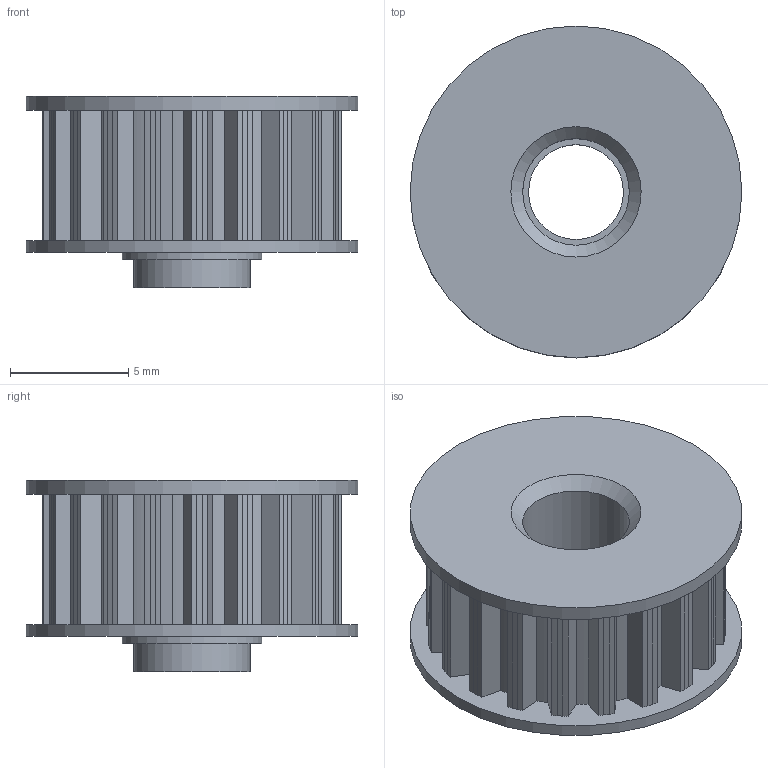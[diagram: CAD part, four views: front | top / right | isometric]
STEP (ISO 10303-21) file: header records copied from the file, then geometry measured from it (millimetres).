
FILE_DESCRIPTION(/* description */ (''),/* implementation_level */ '2;1');
FILE_NAME(/* name */ '00_XYTable_pulley_M3.ipt.step',/* time_stamp */ '2022-11-29T07:53:55+01:00',/* author */ ('diederichbenedict'),/* organization */ (''),/* preprocessor_version */ 'ST-DEVELOPER v18.1',/* originating_system */ 'Autodesk Inventor 2022',/* authorisation */ '');
FILE_SCHEMA (('AUTOMOTIVE_DESIGN { 1 0 10303 214 3 1 1 }'));
Length unit declared in the file: millimetre
Products named in the file (1): 00_XYTable_pulley_M3
Bounding box: 14 x 14 x 8.1 mm (x, y, z)
Volume: 677.4 mm3; surface area: 888 mm2
Topology: 1 solids, 1 shells, 134 faces, 380 edges, 253 vertices
Faces by surface type: plane 67, cylinder 66, cone 1
Full cylindrical faces by diameter (mm): 4 x1, 4.5 x1, 4.9 x1, 5.9 x1, 14 x2
Entity records: 4434 total; most frequent: DIRECTION 783, CARTESIAN_POINT 768, ORIENTED_EDGE 760, EDGE_CURVE 380, AXIS2_PLACEMENT_3D 268, VERTEX_POINT 253, LINE 247, VECTOR 247
